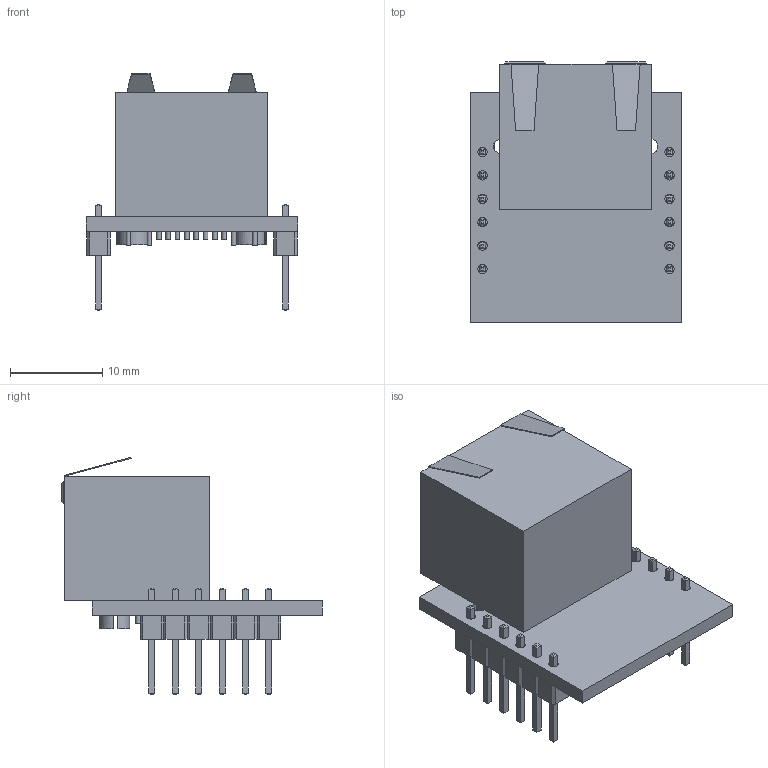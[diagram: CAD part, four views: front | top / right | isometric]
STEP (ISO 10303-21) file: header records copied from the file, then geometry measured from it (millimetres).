
FILE_DESCRIPTION(('KiCad electronic assembly'),'2;1');
FILE_NAME('W5500Module.step','2020-03-14T08:48:21',('An Author'),( 'A Company'),'Open CASCADE STEP processor 6.9', 'KiCad to STEP converter','Unknown');
FILE_SCHEMA(('AUTOMOTIVE_DESIGN { 1 0 10303 214 1 1 1 1 }'));
Length unit declared in the file: millimetre
Products named in the file (6): Open CASCADE STEP translator 6.9 1; PinHeader_1x06_P2.54mm_Vertical; SOLID; RJ45_Amphenol_RJHSE538X; COMPOUND
Assembly tree (6 placements, depth 3):
  Open CASCADE STEP translator 6.9 1
    PinHeader_1x06_P2.54mm_Vertical  x2
      SOLID
    RJ45_Amphenol_RJHSE538X
      COMPOUND
    COMPOUND
Bounding box: 23 x 28.3 x 25.74 mm (x, y, z)
Volume: 3542.8 mm3; surface area: 4357.6 mm2
Topology: 6 solids, 6 shells, 493 faces, 1222 edges, 792 vertices
Faces by surface type: plane 451, cylinder 42
Full cylindrical faces by diameter (mm): 0.5 x12, 0.89 x12, 1 x12, 1.57 x2, 3.25 x4
Entity records: 24181 total; most frequent: CARTESIAN_POINT 4080, DIRECTION 3308, LINE 2420, VECTOR 2420, ORIENTED_EDGE 1736, PCURVE 1736, DEFINITIONAL_REPRESENTATION 1736, EDGE_CURVE 868
